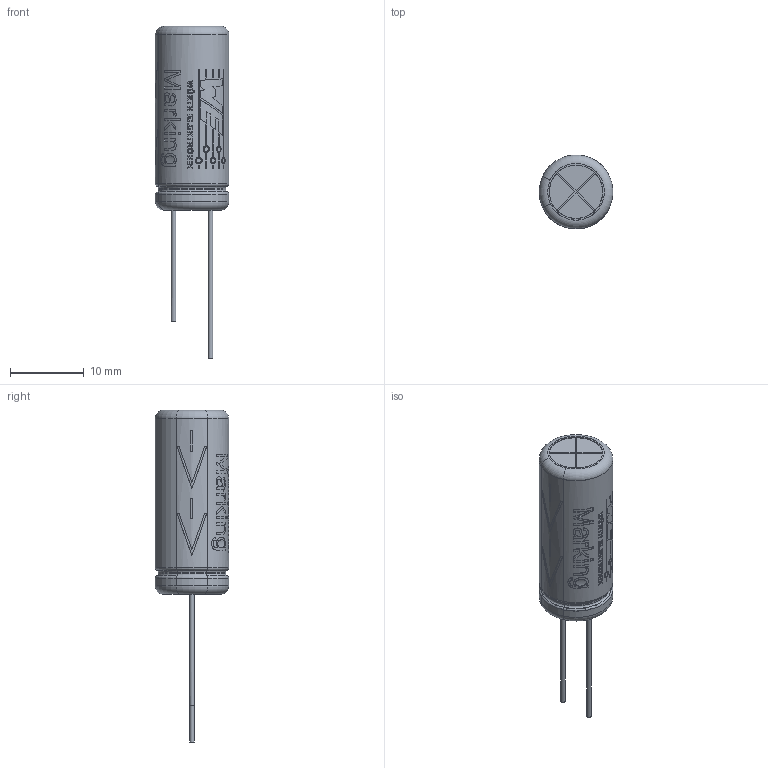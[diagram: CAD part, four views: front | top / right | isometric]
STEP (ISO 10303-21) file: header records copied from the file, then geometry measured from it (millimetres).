
FILE_DESCRIPTION( ( 'Unknown' ), '1' );
FILE_NAME( '10x25x5x0.6.stp', 'Unknown', ( 'Unknown' ), ( 'Unknown' ), 'PSStep 21.0.46', 'Unknown', ' ' );
FILE_SCHEMA( ( 'AUTOMOTIVE_DESIGN { 1 0 10303 214 1 1 1 1 }' ) );
Length unit declared in the file: millimetre
Products named in the file (2): 1; 2
Bounding box: 9.97 x 9.98 x 45 mm (x, y, z)
Volume: 1920.5 mm3; surface area: 2745.9 mm2
Topology: 2 solids, 3 shells, 516 faces, 1305 edges, 865 vertices
Faces by surface type: plane 277, bspline 127, cylinder 88, torus 24
Full cylindrical faces by diameter (mm): 0.6 x2, 1.111 x1, 1.389 x1, 2.222 x1, 2.5 x1, 3.889 x1, 4.167 x1, 5.833 x1, 6.667 x1, 6.944 x1, 7.222 x2, 7.686 x2, 8.942 x1, 8.962 x1, 9.78 x2, 9.8 x2
Entity records: 27876 total; most frequent: CARTESIAN_POINT 12089, ORIENTED_EDGE 2514, DIRECTION 2071, EDGE_CURVE 1257, VERTEX_POINT 859, AXIS2_PLACEMENT_3D 694, LINE 683, VECTOR 683
